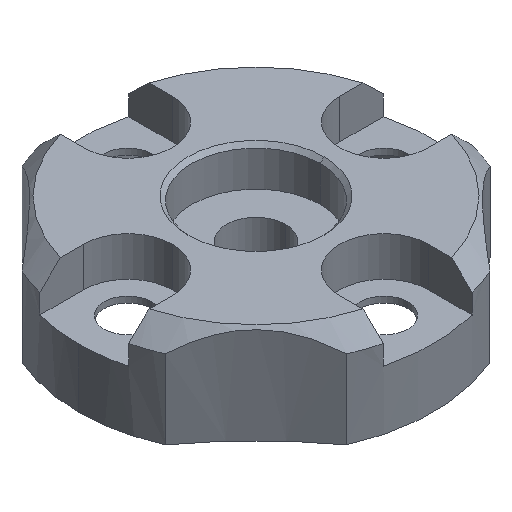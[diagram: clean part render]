
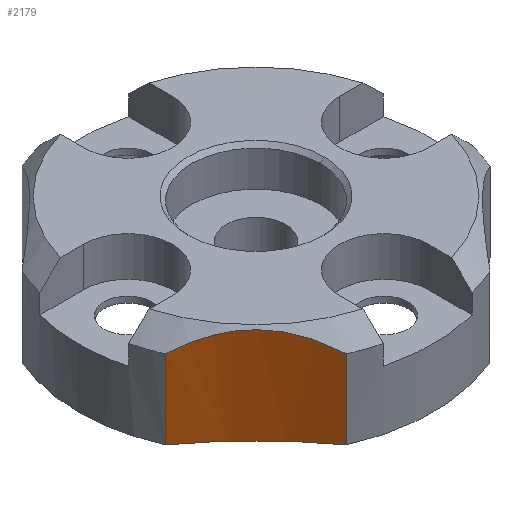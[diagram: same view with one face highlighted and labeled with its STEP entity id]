
A CAD part, isometric view. The second image highlights one B-rep face of the part: STEP entity #2179.
In plain terms, the highlighted cylindrical face has radius 200 mm (diameter 400 mm), a partial arc.
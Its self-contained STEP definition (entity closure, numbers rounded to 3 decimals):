
#43 = CARTESIAN_POINT ( 'NONE',  ( -42.608, -74.053, 44.598 ) ) ;
#77 = CARTESIAN_POINT ( 'NONE',  ( -53.461, -61.585, 48.45 ) ) ;
#83 = CARTESIAN_POINT ( 'NONE',  ( -82.326, -36.364, -20. ) ) ;
#104 = DIRECTION ( 'NONE',  ( 0., 0., 1. ) ) ;
#247 = DIRECTION ( 'NONE',  ( 1., 0., 0. ) ) ;
#369 = EDGE_CURVE ( 'NONE', #2396, #2882, #1456, .T. ) ;
#373 = CIRCLE ( 'NONE', #2544, 200. ) ;
#453 = CARTESIAN_POINT ( 'NONE',  ( -37.849, -80.256, 41.294 ) ) ;
#465 = CARTESIAN_POINT ( 'NONE',  ( -52.486, -62.626, 48.292 ) ) ;
#485 = CARTESIAN_POINT ( 'NONE',  ( -36.364, -82.326, 40. ) ) ;
#515 = CARTESIAN_POINT ( 'NONE',  ( -47.781, -67.836, 47.066 ) ) ;
#533 = LINE ( 'NONE', #83, #2071 ) ;
#539 = CARTESIAN_POINT ( 'NONE',  ( -55.427, -59.527, 48.676 ) ) ;
#687 = CARTESIAN_POINT ( 'NONE',  ( -67.732, -47.889, 47.059 ) ) ;
#707 = ORIENTED_EDGE ( 'NONE', *, *, #2361, .F. ) ;
#735 = CARTESIAN_POINT ( 'NONE',  ( -80.251, -37.853, 41.297 ) ) ;
#774 = CYLINDRICAL_SURFACE ( 'NONE', #1242, 200. ) ;
#986 = CARTESIAN_POINT ( 'NONE',  ( -65.625, -49.746, 47.663 ) ) ;
#1020 = CARTESIAN_POINT ( 'NONE',  ( -53.951, -61.068, 48.517 ) ) ;
#1074 = ORIENTED_EDGE ( 'NONE', *, *, #2565, .F. ) ;
#1075 = DIRECTION ( 'NONE',  ( 0., 0., 1. ) ) ;
#1219 = CARTESIAN_POINT ( 'NONE',  ( -39.391, -78.189, 42.482 ) ) ;
#1242 = AXIS2_PLACEMENT_3D ( 'NONE', #1896, #104, #1297 ) ;
#1245 = CARTESIAN_POINT ( 'NONE',  ( -82.326, -36.364, 0. ) ) ;
#1275 = DIRECTION ( 'NONE',  ( 0., 0., 1. ) ) ;
#1297 = DIRECTION ( 'NONE',  ( 1., 0., 0. ) ) ;
#1397 = EDGE_CURVE ( 'NONE', #2882, #1776, #2385, .T. ) ;
#1402 = CARTESIAN_POINT ( 'NONE',  ( -82.326, -36.364, 40. ) ) ;
#1451 = CARTESIAN_POINT ( 'NONE',  ( -68.783, -46.983, 46.713 ) ) ;
#1456 = LINE ( 'NONE', #2956, #2096 ) ;
#1481 = CARTESIAN_POINT ( 'NONE',  ( -49.607, -65.758, 47.677 ) ) ;
#1632 = CARTESIAN_POINT ( 'NONE',  ( -59.427, -55.504, 48.734 ) ) ;
#1655 = FACE_OUTER_BOUND ( 'NONE', #2147, .T. ) ;
#1737 = ORIENTED_EDGE ( 'NONE', *, *, #1397, .T. ) ;
#1776 = VERTEX_POINT ( 'NONE', #1784 ) ;
#1784 = CARTESIAN_POINT ( 'NONE',  ( -82.326, -36.364, 40. ) ) ;
#1896 = CARTESIAN_POINT ( 'NONE',  ( -198.887, -198.887, -20. ) ) ;
#1922 = CARTESIAN_POINT ( 'NONE',  ( -56.42, -58.512, 48.73 ) ) ;
#1952 = CARTESIAN_POINT ( 'NONE',  ( -64.578, -50.688, 47.917 ) ) ;
#2071 = VECTOR ( 'NONE', #1275, 1000. ) ;
#2096 = VECTOR ( 'NONE', #1075, 1000. ) ;
#2103 = CARTESIAN_POINT ( 'NONE',  ( -36.364, -82.326, 0. ) ) ;
#2140 = CARTESIAN_POINT ( 'NONE',  ( -198.887, -198.887, 0. ) ) ;
#2145 = VERTEX_POINT ( 'NONE', #1245 ) ;
#2147 = EDGE_LOOP ( 'NONE', ( #2888, #1737, #1074, #707 ) ) ;
#2157 = CARTESIAN_POINT ( 'NONE',  ( -44.281, -71.984, 45.527 ) ) ;
#2179 = ADVANCED_FACE ( 'NONE', ( #1655 ), #774, .F. ) ;
#2349 = CARTESIAN_POINT ( 'NONE',  ( -78.175, -39.402, 42.49 ) ) ;
#2361 = EDGE_CURVE ( 'NONE', #2396, #2145, #373, .T. ) ;
#2385 = B_SPLINE_CURVE_WITH_KNOTS ( 'NONE', 3,
 ( #3033, #453, #1219, #43, #2157, #515, #1481, #2656, #465, #77, #1020, #539, #1922, #1632, #2394, #1952, #986, #687, #1451, #2819, #2583, #2349, #735, #1402 ),
 .UNSPECIFIED., .F., .F.,
 ( 4, 2, 2, 2, 2, 2, 2, 2, 2, 2, 2, 4 ),
 ( 0., 0.008, 0.017, 0.025, 0.027, 0.03, 0.034, 0.042, 0.046, 0.051, 0.059, 0.068 ),
 .UNSPECIFIED. ) ;
#2394 = CARTESIAN_POINT ( 'NONE',  ( -61.466, -53.548, 48.528 ) ) ;
#2396 = VERTEX_POINT ( 'NONE', #2103 ) ;
#2544 = AXIS2_PLACEMENT_3D ( 'NONE', #2140, #2586, #247 ) ;
#2565 = EDGE_CURVE ( 'NONE', #2145, #1776, #533, .T. ) ;
#2583 = CARTESIAN_POINT ( 'NONE',  ( -74.013, -42.639, 44.617 ) ) ;
#2586 = DIRECTION ( 'NONE',  ( 0., 0., 1. ) ) ;
#2656 = CARTESIAN_POINT ( 'NONE',  ( -52., -63.149, 48.199 ) ) ;
#2819 = CARTESIAN_POINT ( 'NONE',  ( -71.927, -44.328, 45.552 ) ) ;
#2882 = VERTEX_POINT ( 'NONE', #485 ) ;
#2888 = ORIENTED_EDGE ( 'NONE', *, *, #369, .T. ) ;
#2956 = CARTESIAN_POINT ( 'NONE',  ( -36.364, -82.326, -20. ) ) ;
#3033 = CARTESIAN_POINT ( 'NONE',  ( -36.364, -82.326, 40. ) ) ;
